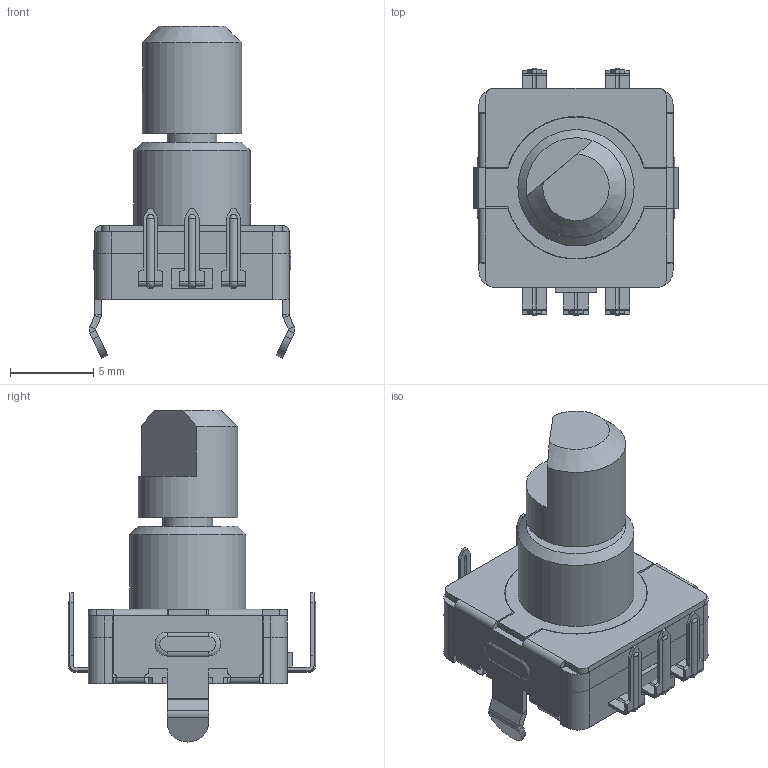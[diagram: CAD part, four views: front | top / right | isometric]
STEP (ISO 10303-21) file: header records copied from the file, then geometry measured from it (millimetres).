
FILE_DESCRIPTION(/* description */ (''),/* implementation_level */ '2;1');
FILE_NAME(/* name */ 'EC11-THT-15_rotated.step',/* time_stamp */ '2024-04-04T19:31:27+03:00',/* author */ (''),/* organization */ (''),/* preprocessor_version */ 'ST-DEVELOPER v20',/* originating_system */ 'Autodesk Translation Framework v12.20.1.177',/* authorisation */ '');
FILE_SCHEMA (('AUTOMOTIVE_DESIGN { 1 0 10303 214 3 1 1 }'));
Length unit declared in the file: millimetre
Products named in the file (4): EC11-THT-15F-green; EC11-Base; EC11-Shaft-F; EC11-Housing-THT
Assembly tree (3 placements, depth 2):
  EC11-THT-15F-green
    EC11-Base
    EC11-Shaft-F
    EC11-Housing-THT
Bounding box: 12.4 x 14.9 x 20 mm (x, y, z)
Volume: 983.2 mm3; surface area: 1621.5 mm2
Topology: 9 solids, 9 shells, 405 faces, 1014 edges, 621 vertices
Faces by surface type: plane 265, cylinder 102, bspline 22, sphere 10, torus 4, cone 2
Full cylindrical faces by diameter (mm): 3 x2, 6 x1, 7 x1
Entity records: 13499 total; most frequent: CARTESIAN_POINT 3662, ORIENTED_EDGE 2022, DIRECTION 2021, EDGE_CURVE 1011, LINE 745, VECTOR 745, AXIS2_PLACEMENT_3D 638, VERTEX_POINT 621
